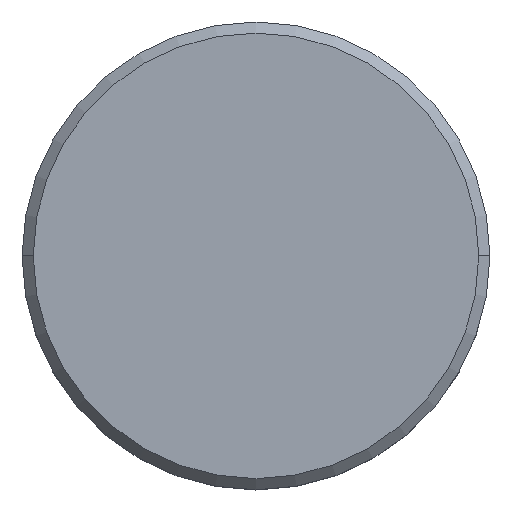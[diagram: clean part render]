
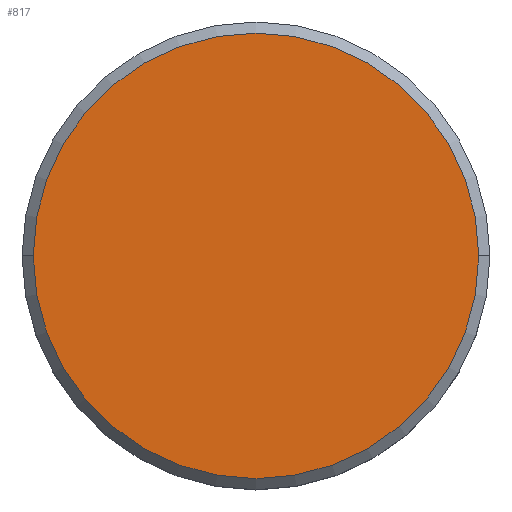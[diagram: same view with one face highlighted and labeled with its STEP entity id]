
A CAD part, top view. The second image highlights one B-rep face of the part: STEP entity #817.
In plain terms, the highlighted planar face has unit normal (0, 0, 1).
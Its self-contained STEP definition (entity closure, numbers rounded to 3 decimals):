
#33 = DIRECTION ( 'NONE',  ( 1., 0., 0. ) ) ;
#59 = DIRECTION ( 'NONE',  ( 0., 0., 1. ) ) ;
#64 = ORIENTED_EDGE ( 'NONE', *, *, #369, .T. ) ;
#119 = CIRCLE ( 'NONE', #1047, 10. ) ;
#185 = CARTESIAN_POINT ( 'NONE',  ( 10., 0., 0. ) ) ;
#229 = ORIENTED_EDGE ( 'NONE', *, *, #266, .T. ) ;
#262 = VERTEX_POINT ( 'NONE', #1148 ) ;
#266 = EDGE_CURVE ( 'NONE', #957, #262, #119, .T. ) ;
#326 = DIRECTION ( 'NONE',  ( 0., 0., 1. ) ) ;
#369 = EDGE_CURVE ( 'NONE', #262, #957, #789, .T. ) ;
#422 = DIRECTION ( 'NONE',  ( 1., 0., 0. ) ) ;
#472 = AXIS2_PLACEMENT_3D ( 'NONE', #655, #924, #33 ) ;
#655 = CARTESIAN_POINT ( 'NONE',  ( 0., 0., 0. ) ) ;
#736 = EDGE_LOOP ( 'NONE', ( #64, #229 ) ) ;
#762 = DIRECTION ( 'NONE',  ( 1., 0., 0. ) ) ;
#785 = CARTESIAN_POINT ( 'NONE',  ( 0., 0., 0. ) ) ;
#789 = CIRCLE ( 'NONE', #1116, 10. ) ;
#817 = ADVANCED_FACE ( 'NONE', ( #911 ), #823, .T. ) ;
#823 = PLANE ( 'NONE',  #472 ) ;
#911 = FACE_OUTER_BOUND ( 'NONE', #736, .T. ) ;
#924 = DIRECTION ( 'NONE',  ( 0., 0., 1. ) ) ;
#937 = CARTESIAN_POINT ( 'NONE',  ( 0., 0., 0. ) ) ;
#957 = VERTEX_POINT ( 'NONE', #185 ) ;
#1047 = AXIS2_PLACEMENT_3D ( 'NONE', #937, #326, #762 ) ;
#1116 = AXIS2_PLACEMENT_3D ( 'NONE', #785, #59, #422 ) ;
#1148 = CARTESIAN_POINT ( 'NONE',  ( -10., 0., 0. ) ) ;
